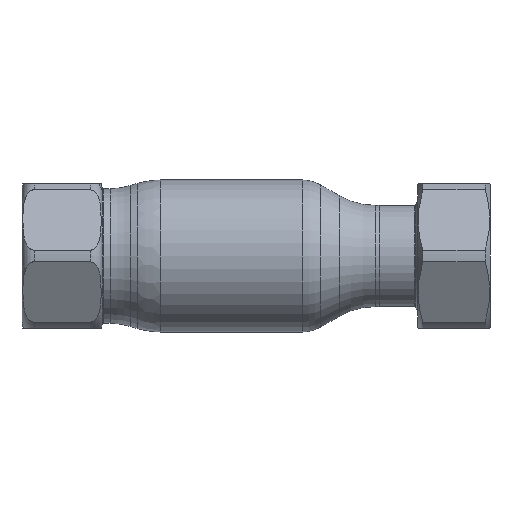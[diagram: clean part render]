
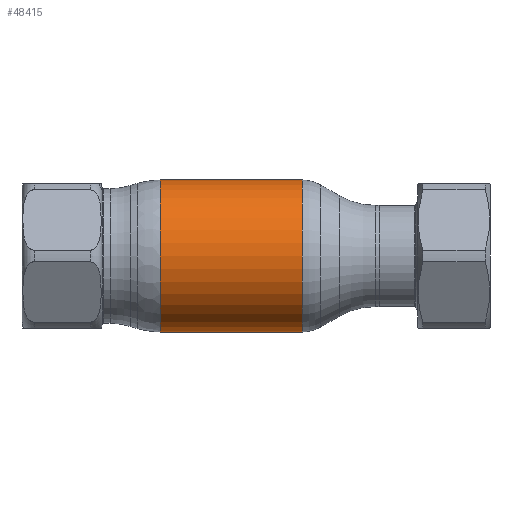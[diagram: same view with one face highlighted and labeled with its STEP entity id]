
A CAD part, front view. The second image highlights one B-rep face of the part: STEP entity #48415.
In plain terms, the highlighted cylindrical face has radius 19 mm (diameter 38 mm), a partial arc.
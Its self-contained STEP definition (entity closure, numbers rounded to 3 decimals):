
#262 = AXIS2_PLACEMENT_3D ( 'NONE', #50977, #32504, #10625 ) ;
#2722 = VERTEX_POINT ( 'NONE', #36882 ) ;
#6078 = DIRECTION ( 'NONE',  ( 1., 0., 0. ) ) ;
#6297 = CARTESIAN_POINT ( 'NONE',  ( 62.69, 0., 19. ) ) ;
#8487 = AXIS2_PLACEMENT_3D ( 'NONE', #29751, #47648, #43218 ) ;
#10189 = VERTEX_POINT ( 'NONE', #34235 ) ;
#10625 = DIRECTION ( 'NONE',  ( 0., 0., -1. ) ) ;
#11179 = ORIENTED_EDGE ( 'NONE', *, *, #24943, .T. ) ;
#11222 = CARTESIAN_POINT ( 'NONE',  ( 18.088, 0., -19. ) ) ;
#11451 = ORIENTED_EDGE ( 'NONE', *, *, #45799, .T. ) ;
#12688 = EDGE_LOOP ( 'NONE', ( #55059, #11451, #11179, #46560 ) ) ;
#13476 = VERTEX_POINT ( 'NONE', #11222 ) ;
#13811 = LINE ( 'NONE', #54440, #49882 ) ;
#15686 = EDGE_CURVE ( 'NONE', #10189, #2722, #24977, .T. ) ;
#15716 = VERTEX_POINT ( 'NONE', #56036 ) ;
#18122 = FACE_OUTER_BOUND ( 'NONE', #12688, .T. ) ;
#20387 = CARTESIAN_POINT ( 'NONE',  ( 62.69, 0., 0. ) ) ;
#20797 = CIRCLE ( 'NONE', #262, 19. ) ;
#23521 = AXIS2_PLACEMENT_3D ( 'NONE', #20387, #6078, #46704 ) ;
#24943 = EDGE_CURVE ( 'NONE', #15716, #13476, #13811, .T. ) ;
#24977 = LINE ( 'NONE', #6297, #56678 ) ;
#29032 = DIRECTION ( 'NONE',  ( 1., 0., 0. ) ) ;
#29751 = CARTESIAN_POINT ( 'NONE',  ( -17.411, 0., 0. ) ) ;
#32504 = DIRECTION ( 'NONE',  ( 1., 0., 0. ) ) ;
#33638 = CIRCLE ( 'NONE', #8487, 19. ) ;
#34235 = CARTESIAN_POINT ( 'NONE',  ( -17.411, 0., 19. ) ) ;
#35590 = CYLINDRICAL_SURFACE ( 'NONE', #23521, 19. ) ;
#36882 = CARTESIAN_POINT ( 'NONE',  ( 18.088, 0., 19. ) ) ;
#43218 = DIRECTION ( 'NONE',  ( 0., 0., -1. ) ) ;
#45622 = DIRECTION ( 'NONE',  ( 1., 0., 0. ) ) ;
#45799 = EDGE_CURVE ( 'NONE', #10189, #15716, #33638, .T. ) ;
#46560 = ORIENTED_EDGE ( 'NONE', *, *, #49391, .F. ) ;
#46704 = DIRECTION ( 'NONE',  ( 0., 0., -1. ) ) ;
#47648 = DIRECTION ( 'NONE',  ( 1., 0., 0. ) ) ;
#48415 = ADVANCED_FACE ( 'NONE', ( #18122 ), #35590, .T. ) ;
#49391 = EDGE_CURVE ( 'NONE', #2722, #13476, #20797, .T. ) ;
#49882 = VECTOR ( 'NONE', #45622, 1000. ) ;
#50977 = CARTESIAN_POINT ( 'NONE',  ( 18.088, 0., 0. ) ) ;
#54440 = CARTESIAN_POINT ( 'NONE',  ( 62.69, 0., -19. ) ) ;
#55059 = ORIENTED_EDGE ( 'NONE', *, *, #15686, .F. ) ;
#56036 = CARTESIAN_POINT ( 'NONE',  ( -17.411, 0., -19. ) ) ;
#56678 = VECTOR ( 'NONE', #29032, 1000. ) ;
